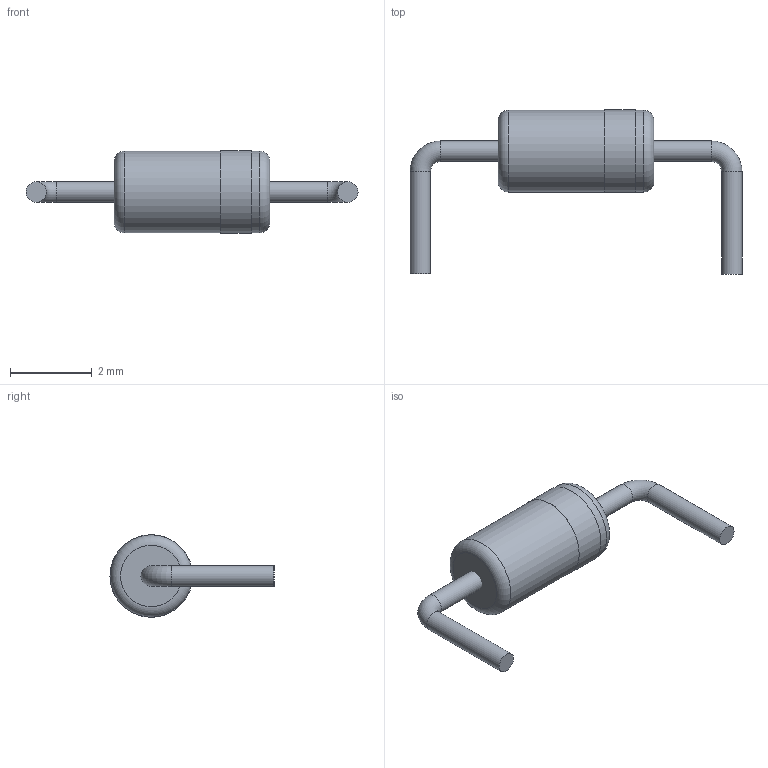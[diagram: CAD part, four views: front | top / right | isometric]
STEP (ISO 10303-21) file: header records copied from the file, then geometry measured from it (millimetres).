
FILE_DESCRIPTION(('FreeCAD Model'),'2;1');
FILE_NAME('Diode DO35.step', '2019-04-23T03:46:52',('Author'),(''), 'Open CASCADE STEP processor 6.8','FreeCAD','Unknown');
FILE_SCHEMA(('AUTOMOTIVE_DESIGN_CC2 { 1 2 10303 214 -1 1 5 4 }'));
Length unit declared in the file: millimetre
Products named in the file (4): ASSEMBLY; Sweep; Cylinder001; Fillet001
Assembly tree (3 placements, depth 2):
  ASSEMBLY
    Sweep
    Cylinder001
    Fillet001
Bounding box: 8.12 x 4.01 x 2.02 mm (x, y, z)
Volume: 16.8 mm3; surface area: 61.1 mm2
Topology: 3 solids, 3 shells, 15 faces, 21 edges, 12 vertices
Faces by surface type: plane 6, cylinder 5, torus 4
Full cylindrical faces by diameter (mm): 0.5 x3, 2 x1, 2.02 x1
Entity records: 726 total; most frequent: CARTESIAN_POINT 167, DIRECTION 100, ORIENTED_EDGE 42, PCURVE 42, DEFINITIONAL_REPRESENTATION 42, AXIS2_PLACEMENT_3D 35, LINE 26, VECTOR 26
